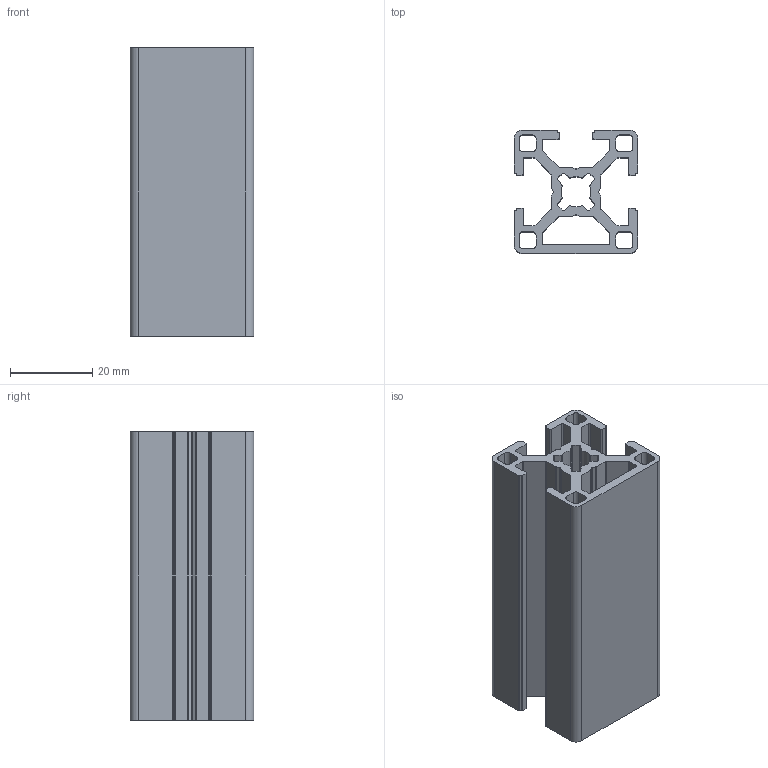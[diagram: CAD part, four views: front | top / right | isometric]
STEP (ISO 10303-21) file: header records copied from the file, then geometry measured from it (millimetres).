
FILE_DESCRIPTION(('FreeCAD Model'),'2;1');
FILE_NAME('Open CASCADE Shape Model','2024-10-09T11:31:49',(''),(''), 'Open CASCADE STEP processor 7.6','FreeCAD','Unknown');
FILE_SCHEMA(('AUTOMOTIVE_DESIGN { 1 0 10303 214 1 1 1 1 }'));
Length unit declared in the file: millimetre
Products named in the file (1): STB8-30301R
Bounding box: 30 x 30 x 70 mm (x, y, z)
Volume: 23170.5 mm3; surface area: 24624 mm2
Topology: 1 solids, 1 shells, 194 faces, 576 edges, 384 vertices
Faces by surface type: cylinder 100, plane 94
Entity records: 14394 total; most frequent: CARTESIAN_POINT 2907, DIRECTION 2218, LINE 1328, VECTOR 1328, ORIENTED_EDGE 1152, PCURVE 1152, DEFINITIONAL_REPRESENTATION 1152, EDGE_CURVE 576
